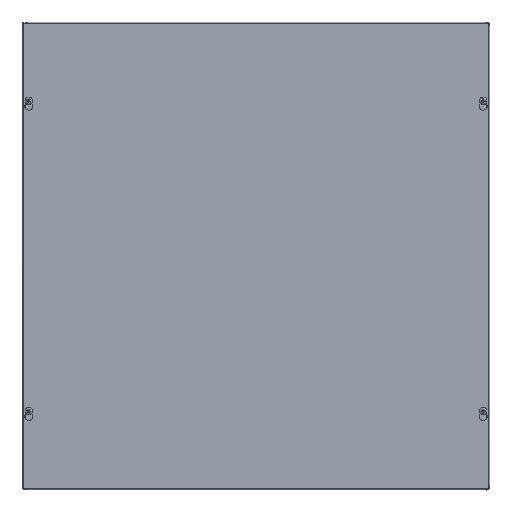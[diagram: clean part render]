
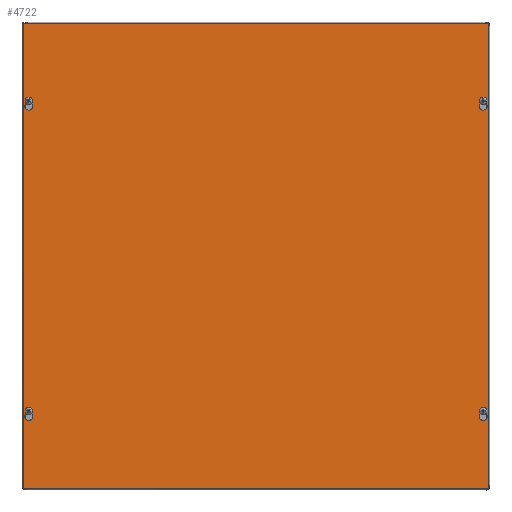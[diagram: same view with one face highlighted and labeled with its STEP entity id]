
A CAD part, top view. The second image highlights one B-rep face of the part: STEP entity #4722.
In plain terms, the highlighted planar face has unit normal (0, 0, 1).
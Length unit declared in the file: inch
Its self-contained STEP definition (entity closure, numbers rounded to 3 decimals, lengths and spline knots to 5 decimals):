
#527=LINE($,#8728,#874);
#531=LINE($,#8738,#878);
#534=LINE($,#8746,#881);
#538=LINE($,#8758,#885);
#543=LINE($,#8776,#890);
#547=LINE($,#8786,#894);
#550=LINE($,#8794,#897);
#554=LINE($,#8806,#901);
#556=LINE($,#8814,#903);
#560=LINE($,#8822,#907);
#563=LINE($,#8828,#910);
#566=LINE($,#8833,#913);
#874=VECTOR($,#5990,0.26996);
#878=VECTOR($,#6002,0.26996);
#881=VECTOR($,#6007,0.26996);
#885=VECTOR($,#6019,0.26996);
#890=VECTOR($,#6038,0.26996);
#894=VECTOR($,#6050,0.26996);
#897=VECTOR($,#6055,0.26996);
#901=VECTOR($,#6067,0.26996);
#903=VECTOR($,#6077,24.);
#907=VECTOR($,#6083,24.);
#910=VECTOR($,#6088,24.);
#913=VECTOR($,#6093,24.);
#1115=FACE_BOUND($,#1734,.T.);
#1116=FACE_BOUND($,#1735,.T.);
#1117=FACE_BOUND($,#1736,.T.);
#1118=FACE_BOUND($,#1737,.T.);
#1119=FACE_BOUND($,#1738,.T.);
#1734=EDGE_LOOP($,(#3947,#3948,#3949,#3950));
#1735=EDGE_LOOP($,(#3951,#3952,#3953,#3954));
#1736=EDGE_LOOP($,(#3955,#3956,#3957,#3958));
#1737=EDGE_LOOP($,(#3959,#3960,#3961,#3962));
#1738=EDGE_LOOP($,(#3963,#3964,#3965,#3966));
#1869=CIRCLE($,#5039,0.203);
#1871=CIRCLE($,#5043,0.125);
#1873=CIRCLE($,#5048,0.125);
#1875=CIRCLE($,#5052,0.203);
#1877=CIRCLE($,#5055,0.203);
#1879=CIRCLE($,#5059,0.125);
#1881=CIRCLE($,#5064,0.125);
#1883=CIRCLE($,#5068,0.203);
#2228=VERTEX_POINT($,#8719);
#2229=VERTEX_POINT($,#8721);
#2231=VERTEX_POINT($,#8727);
#2233=VERTEX_POINT($,#8733);
#2236=VERTEX_POINT($,#8743);
#2237=VERTEX_POINT($,#8745);
#2239=VERTEX_POINT($,#8751);
#2241=VERTEX_POINT($,#8757);
#2244=VERTEX_POINT($,#8767);
#2245=VERTEX_POINT($,#8769);
#2247=VERTEX_POINT($,#8775);
#2249=VERTEX_POINT($,#8781);
#2252=VERTEX_POINT($,#8791);
#2253=VERTEX_POINT($,#8793);
#2255=VERTEX_POINT($,#8799);
#2257=VERTEX_POINT($,#8805);
#2258=VERTEX_POINT($,#8812);
#2259=VERTEX_POINT($,#8813);
#2262=VERTEX_POINT($,#8821);
#2264=VERTEX_POINT($,#8827);
#2790=EDGE_CURVE($,#2229,#2228,#1869,.T.);
#2793=EDGE_CURVE($,#2231,#2229,#527,.T.);
#2796=EDGE_CURVE($,#2233,#2231,#1871,.T.);
#2799=EDGE_CURVE($,#2228,#2233,#531,.T.);
#2802=EDGE_CURVE($,#2237,#2236,#534,.T.);
#2805=EDGE_CURVE($,#2239,#2237,#1873,.T.);
#2808=EDGE_CURVE($,#2241,#2239,#538,.T.);
#2811=EDGE_CURVE($,#2236,#2241,#1875,.T.);
#2814=EDGE_CURVE($,#2245,#2244,#1877,.T.);
#2817=EDGE_CURVE($,#2247,#2245,#543,.T.);
#2820=EDGE_CURVE($,#2249,#2247,#1879,.T.);
#2823=EDGE_CURVE($,#2244,#2249,#547,.T.);
#2826=EDGE_CURVE($,#2253,#2252,#550,.T.);
#2829=EDGE_CURVE($,#2255,#2253,#1881,.T.);
#2832=EDGE_CURVE($,#2257,#2255,#554,.T.);
#2835=EDGE_CURVE($,#2252,#2257,#1883,.T.);
#2836=EDGE_CURVE($,#2258,#2259,#556,.T.);
#2840=EDGE_CURVE($,#2259,#2262,#560,.T.);
#2843=EDGE_CURVE($,#2262,#2264,#563,.T.);
#2846=EDGE_CURVE($,#2264,#2258,#566,.T.);
#3947=ORIENTED_EDGE($,*,*,#2790,.T.);
#3948=ORIENTED_EDGE($,*,*,#2799,.T.);
#3949=ORIENTED_EDGE($,*,*,#2796,.T.);
#3950=ORIENTED_EDGE($,*,*,#2793,.T.);
#3951=ORIENTED_EDGE($,*,*,#2802,.T.);
#3952=ORIENTED_EDGE($,*,*,#2811,.T.);
#3953=ORIENTED_EDGE($,*,*,#2808,.T.);
#3954=ORIENTED_EDGE($,*,*,#2805,.T.);
#3955=ORIENTED_EDGE($,*,*,#2814,.T.);
#3956=ORIENTED_EDGE($,*,*,#2823,.T.);
#3957=ORIENTED_EDGE($,*,*,#2820,.T.);
#3958=ORIENTED_EDGE($,*,*,#2817,.T.);
#3959=ORIENTED_EDGE($,*,*,#2826,.T.);
#3960=ORIENTED_EDGE($,*,*,#2835,.T.);
#3961=ORIENTED_EDGE($,*,*,#2832,.T.);
#3962=ORIENTED_EDGE($,*,*,#2829,.T.);
#3963=ORIENTED_EDGE($,*,*,#2836,.F.);
#3964=ORIENTED_EDGE($,*,*,#2846,.F.);
#3965=ORIENTED_EDGE($,*,*,#2843,.F.);
#3966=ORIENTED_EDGE($,*,*,#2840,.F.);
#4208=PLANE($,#5073);
#4722=ADVANCED_FACE($,(#1115,#1116,#1117,#1118,#1119),#4208,.T.);
#5039=AXIS2_PLACEMENT_3D($,#8722,#5984,#5985);
#5043=AXIS2_PLACEMENT_3D($,#8734,#5996,#5997);
#5048=AXIS2_PLACEMENT_3D($,#8752,#6013,#6014);
#5052=AXIS2_PLACEMENT_3D($,#8762,#6025,#6026);
#5055=AXIS2_PLACEMENT_3D($,#8770,#6032,#6033);
#5059=AXIS2_PLACEMENT_3D($,#8782,#6044,#6045);
#5064=AXIS2_PLACEMENT_3D($,#8800,#6061,#6062);
#5068=AXIS2_PLACEMENT_3D($,#8810,#6073,#6074);
#5073=AXIS2_PLACEMENT_3D($,#8835,#6095,#6096);
#5984=DIRECTION('center_axis',(0.,0.,-1.));
#5985=DIRECTION('ref_axis',(-0.961,0.278,0.));
#5990=DIRECTION($,(0.278,-0.961,0.));
#5996=DIRECTION('center_axis',(0.,0.,-1.));
#5997=DIRECTION('ref_axis',(0.961,0.278,0.));
#6002=DIRECTION($,(0.278,0.961,0.));
#6007=DIRECTION($,(0.278,-0.961,0.));
#6013=DIRECTION('center_axis',(0.,0.,-1.));
#6014=DIRECTION('ref_axis',(0.961,0.278,0.));
#6019=DIRECTION($,(0.278,0.961,0.));
#6025=DIRECTION('center_axis',(0.,0.,-1.));
#6026=DIRECTION('ref_axis',(-0.961,0.278,0.));
#6032=DIRECTION('center_axis',(0.,0.,-1.));
#6033=DIRECTION('ref_axis',(-0.961,0.278,0.));
#6038=DIRECTION($,(0.278,-0.961,0.));
#6044=DIRECTION('center_axis',(0.,0.,-1.));
#6045=DIRECTION('ref_axis',(0.961,0.278,0.));
#6050=DIRECTION($,(0.278,0.961,0.));
#6055=DIRECTION($,(0.278,-0.961,0.));
#6061=DIRECTION('center_axis',(0.,0.,-1.));
#6062=DIRECTION('ref_axis',(0.961,0.278,0.));
#6067=DIRECTION($,(0.278,0.961,0.));
#6073=DIRECTION('center_axis',(0.,0.,-1.));
#6074=DIRECTION('ref_axis',(-0.961,0.278,0.));
#6077=DIRECTION($,(0.,-1.,0.));
#6083=DIRECTION($,(-1.,0.,0.));
#6088=DIRECTION($,(0.,1.,0.));
#6093=DIRECTION($,(1.,0.,0.));
#6095=DIRECTION('center_axis',(0.,0.,1.));
#6096=DIRECTION('ref_axis',(1.,0.,0.));
#8719=CARTESIAN_POINT('',(11.52373,-8.22465,0.074));
#8721=CARTESIAN_POINT('',(11.91377,-8.22465,0.074));
#8722=CARTESIAN_POINT('Origin',(11.71875,-8.281,0.074));
#8727=CARTESIAN_POINT('',(11.83884,-7.9653,0.074));
#8728=CARTESIAN_POINT($,(10.35815,-2.84065,0.074));
#8733=CARTESIAN_POINT('',(11.59866,-7.9653,0.074));
#8734=CARTESIAN_POINT('Origin',(11.71875,-8.,0.074));
#8738=CARTESIAN_POINT($,(12.21388,-5.83604,0.074));
#8743=CARTESIAN_POINT('',(-11.52373,-8.22465,0.074));
#8745=CARTESIAN_POINT('',(-11.59866,-7.9653,0.074));
#8746=CARTESIAN_POINT($,(-12.17641,-5.96571,0.074));
#8751=CARTESIAN_POINT('',(-11.83884,-7.9653,0.074));
#8752=CARTESIAN_POINT('Origin',(-11.71875,-8.,0.074));
#8757=CARTESIAN_POINT('',(-11.91377,-8.22465,0.074));
#8758=CARTESIAN_POINT($,(-10.32068,-2.71097,0.074));
#8762=CARTESIAN_POINT('Origin',(-11.71875,-8.281,0.074));
#8767=CARTESIAN_POINT('',(11.52373,7.77535,0.074));
#8769=CARTESIAN_POINT('',(11.91377,7.77535,0.074));
#8770=CARTESIAN_POINT('Origin',(11.71875,7.719,0.074));
#8775=CARTESIAN_POINT('',(11.83884,8.0347,0.074));
#8776=CARTESIAN_POINT($,(12.49152,5.77576,0.074));
#8781=CARTESIAN_POINT('',(11.59866,8.0347,0.074));
#8782=CARTESIAN_POINT('Origin',(11.71875,8.,0.074));
#8786=CARTESIAN_POINT($,(10.08051,2.78037,0.074));
#8791=CARTESIAN_POINT('',(-11.52373,7.77535,0.074));
#8793=CARTESIAN_POINT('',(-11.59866,8.0347,0.074));
#8794=CARTESIAN_POINT($,(-10.04304,2.6507,0.074));
#8799=CARTESIAN_POINT('',(-11.83884,8.0347,0.074));
#8800=CARTESIAN_POINT('Origin',(-11.71875,8.,0.074));
#8805=CARTESIAN_POINT('',(-11.91377,7.77535,0.074));
#8806=CARTESIAN_POINT($,(-12.45406,5.90543,0.074));
#8810=CARTESIAN_POINT('Origin',(-11.71875,7.719,0.074));
#8812=CARTESIAN_POINT('',(12.,12.,0.074));
#8813=CARTESIAN_POINT('',(12.,-12.,0.074));
#8814=CARTESIAN_POINT($,(12.,12.,0.074));
#8821=CARTESIAN_POINT('',(-12.,-12.,0.074));
#8822=CARTESIAN_POINT($,(12.,-12.,0.074));
#8827=CARTESIAN_POINT('',(-12.,12.,0.074));
#8828=CARTESIAN_POINT($,(-12.,-12.,0.074));
#8833=CARTESIAN_POINT($,(-12.,12.,0.074));
#8835=CARTESIAN_POINT('Origin',(0.,0.,
0.074));
